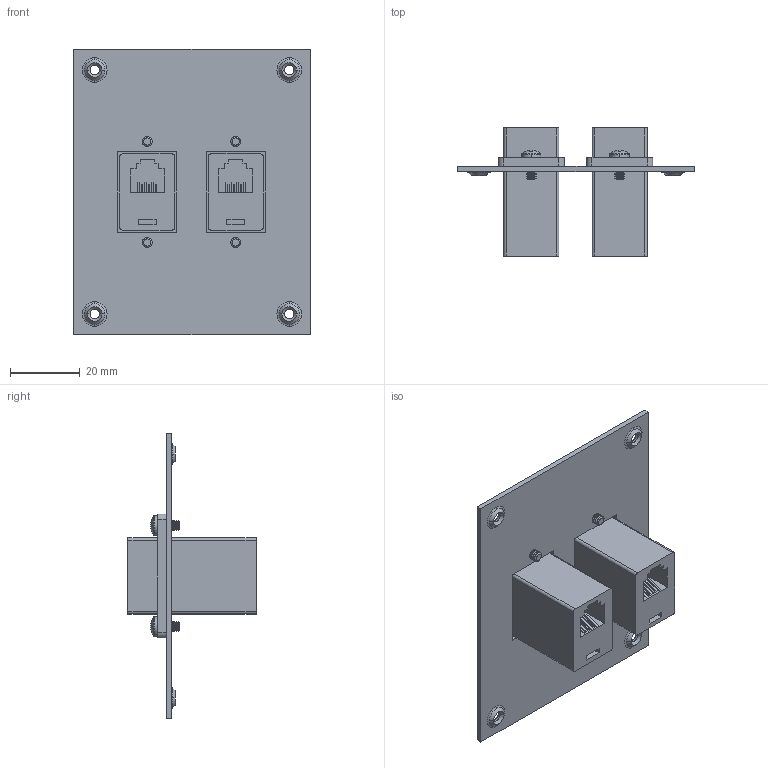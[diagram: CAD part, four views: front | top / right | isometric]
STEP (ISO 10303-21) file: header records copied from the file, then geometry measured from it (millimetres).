
FILE_DESCRIPTION (( 'STEP AP203' ), '1' );
FILE_NAME ('USP2ECFB6SB.STEP', '2011-09-16T12:55:21', ( 'x' ), ( 'Microsoft' ), 'SwSTEP 2.0', 'SolidWorks 2010', '' );
FILE_SCHEMA (( 'CONFIG_CONTROL_DESIGN' ));
Length unit declared in the file: inch
Products named in the file (4): 1AR06-001; ECF504B-6S; 91772A106_default; USP2ECFB6SB
Assembly tree (7 placements, depth 2):
  USP2ECFB6SB
    ECF504B-6S  x2
    91772A106_default  x4
    1AR06-001
Bounding box: 68.07 x 36.83 x 82.04 mm (x, y, z)
Volume: 31119.3 mm3; surface area: 21825.9 mm2
Topology: 7 solids, 7 shells, 762 faces, 2034 edges, 1316 vertices
Faces by surface type: plane 346, cone 176, cylinder 136, bspline 72, torus 24, sphere 8
Entity records: 13483 total; most frequent: CARTESIAN_POINT 4332, ORIENTED_EDGE 1830, DIRECTION 1741, EDGE_CURVE 915, VERTEX_POINT 598, AXIS2_PLACEMENT_3D 587, LINE 567, VECTOR 567
